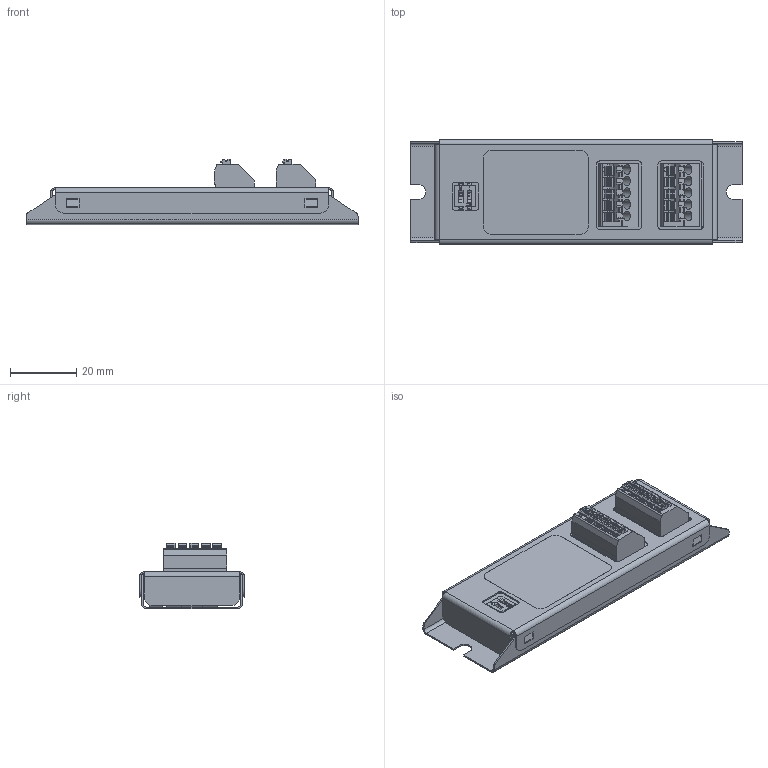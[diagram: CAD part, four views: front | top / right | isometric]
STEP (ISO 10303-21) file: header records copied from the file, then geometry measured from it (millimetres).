
FILE_DESCRIPTION (( 'STEP AP214' ), '1' );
FILE_NAME ('400-0988 rev 4 - Copy.STEP', '2022-09-26T08:36:19', ( '' ), ( '' ), 'SwSTEP 2.0', 'SolidWorks 2022', '' );
FILE_SCHEMA (( 'AUTOMOTIVE_DESIGN' ));
Length unit declared in the file: inch
Products named in the file (1): 400-0988 rev 4 - Copy
Bounding box: 100 x 31.61 x 19.61 mm (x, y, z)
Volume: 11582.3 mm3; surface area: 27042.9 mm2
Topology: 45 solids, 45 shells, 2326 faces, 6090 edges, 3805 vertices
Faces by surface type: plane 1205, cylinder 854, bspline 131, torus 80, sphere 56
Entity records: 107454 total; most frequent: CARTESIAN_POINT 19109, ORIENTED_EDGE 12084, DIRECTION 11876, EDGE_CURVE 6042, AXIS2_PLACEMENT_3D 3960, LINE 3956, VECTOR 3956, VERTEX_POINT 3805
